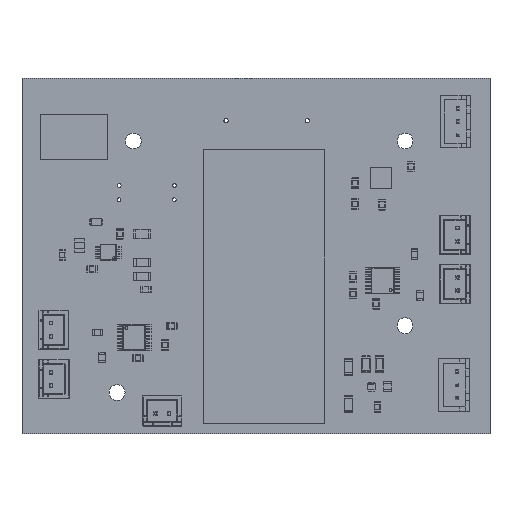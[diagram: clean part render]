
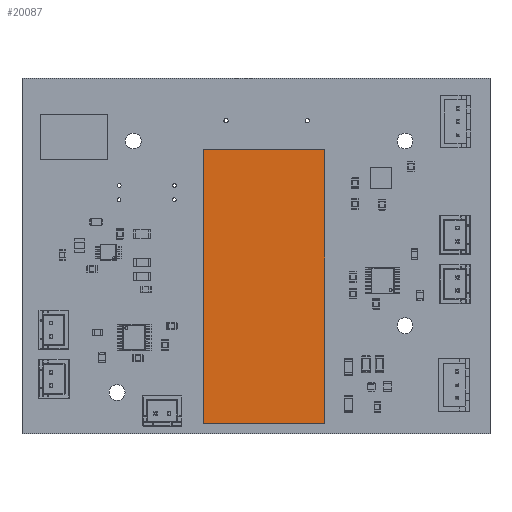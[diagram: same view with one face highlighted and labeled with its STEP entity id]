
A CAD part, top view. The second image highlights one B-rep face of the part: STEP entity #20087.
In plain terms, the highlighted planar face has unit normal (0, 0, 1).
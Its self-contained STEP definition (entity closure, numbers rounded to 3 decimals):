
#19958 = VERTEX_POINT('',#19959);
#19959 = CARTESIAN_POINT('',(-6.75,21.56,8.));
#19965 = EDGE_CURVE('',#19958,#19966,#19968,.T.);
#19966 = VERTEX_POINT('',#19967);
#19967 = CARTESIAN_POINT('',(44.85,21.56,8.));
#19968 = LINE('',#19969,#19970);
#19969 = CARTESIAN_POINT('',(-6.75,21.56,8.));
#19970 = VECTOR('',#19971,1.);
#19971 = DIRECTION('',(1.,0.,0.));
#19996 = EDGE_CURVE('',#19966,#19997,#19999,.T.);
#19997 = VERTEX_POINT('',#19998);
#19998 = CARTESIAN_POINT('',(44.85,-1.24,8.));
#19999 = LINE('',#20000,#20001);
#20000 = CARTESIAN_POINT('',(44.85,21.56,8.));
#20001 = VECTOR('',#20002,1.);
#20002 = DIRECTION('',(0.,-1.,0.));
#20027 = EDGE_CURVE('',#19997,#20028,#20030,.T.);
#20028 = VERTEX_POINT('',#20029);
#20029 = CARTESIAN_POINT('',(-6.75,-1.24,8.));
#20030 = LINE('',#20031,#20032);
#20031 = CARTESIAN_POINT('',(44.85,-1.24,8.));
#20032 = VECTOR('',#20033,1.);
#20033 = DIRECTION('',(-1.,0.,0.));
#20058 = EDGE_CURVE('',#20028,#19958,#20059,.T.);
#20059 = LINE('',#20060,#20061);
#20060 = CARTESIAN_POINT('',(-6.75,-1.24,8.));
#20061 = VECTOR('',#20062,1.);
#20062 = DIRECTION('',(0.,1.,0.));
#20087 = ADVANCED_FACE('',(#20088),#20094,.F.);
#20088 = FACE_BOUND('',#20089,.F.);
#20089 = EDGE_LOOP('',(#20090,#20091,#20092,#20093));
#20090 = ORIENTED_EDGE('',*,*,#19965,.T.);
#20091 = ORIENTED_EDGE('',*,*,#19996,.T.);
#20092 = ORIENTED_EDGE('',*,*,#20027,.T.);
#20093 = ORIENTED_EDGE('',*,*,#20058,.T.);
#20094 = PLANE('',#20095);
#20095 = AXIS2_PLACEMENT_3D('',#20096,#20097,#20098);
#20096 = CARTESIAN_POINT('',(19.05,10.16,8.));
#20097 = DIRECTION('',(0.,0.,-1.));
#20098 = DIRECTION('',(0.,-1.,0.));
